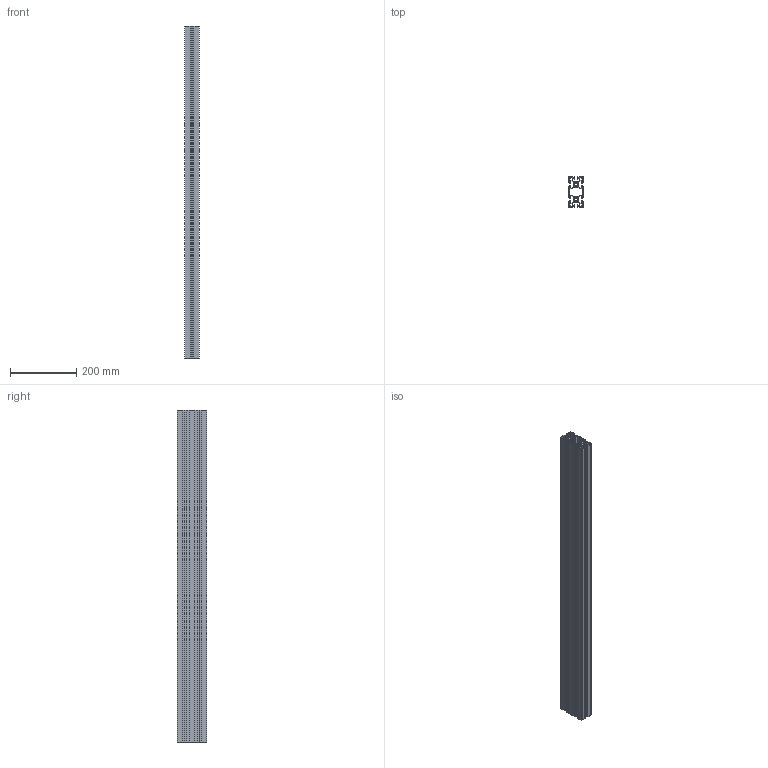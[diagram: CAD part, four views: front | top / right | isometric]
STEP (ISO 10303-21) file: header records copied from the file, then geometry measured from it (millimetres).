
FILE_DESCRIPTION((''),'2;1');
FILE_NAME('10011_PROFIL_45X90_L','2022-09-16T13:27:45',('PredragRovcanin'),('Audax d.o.o.'),'CREO PARAMETRIC BY PTC INC, 2020281','CREO PARAMETRIC BY PTC INC, 2020281','');
FILE_SCHEMA(('AUTOMOTIVE_DESIGN { 1 0 10303 214 1 1 1 1 }'));
Length unit declared in the file: millimetre
Products named in the file (1): 10011_PROFIL_45X90_L
Bounding box: 45 x 90 x 1000 mm (x, y, z)
Volume: 1059792.7 mm3; surface area: 1066539.3 mm2
Topology: 1 solids, 1 shells, 278 faces, 828 edges, 552 vertices
Faces by surface type: plane 254, cylinder 24
Entity records: 12197 total; most frequent: CARTESIAN_POINT 1661, ORIENTED_EDGE 1656, DIRECTION 1434, PRESENTATION_STYLE_ASSIGNMENT 830, STYLED_ITEM 830, CURVE_STYLE 829, EDGE_CURVE 828, VECTOR 780
